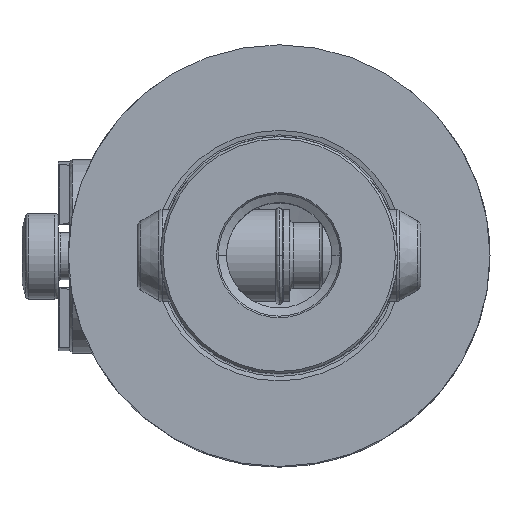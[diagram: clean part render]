
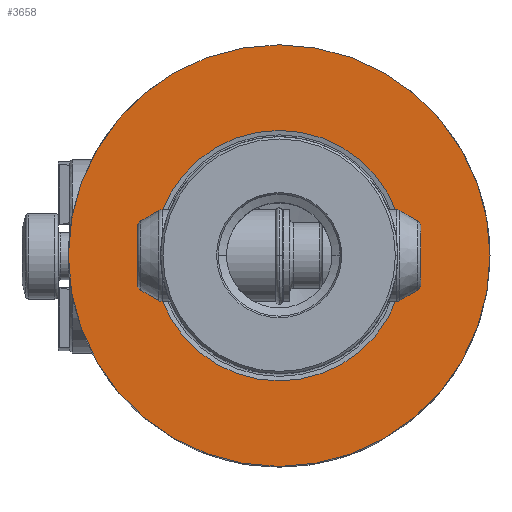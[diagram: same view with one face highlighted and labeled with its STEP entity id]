
A CAD part, top view. The second image highlights one B-rep face of the part: STEP entity #3658.
In plain terms, the highlighted planar face has unit normal (0, 0, 1).
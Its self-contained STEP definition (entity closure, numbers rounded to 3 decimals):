
#3658=ADVANCED_FACE('NONE',(#8493,#8494),#8495,.F.);
#4282=EDGE_CURVE('NONE',#4920,#6806,#9199,.T.);
#4428=EDGE_CURVE('NONE',#4546,#4672,#9369,.T.);
#4546=VERTEX_POINT('NONE',#9499);
#4672=VERTEX_POINT('NONE',#9637);
#4920=VERTEX_POINT('NONE',#9916);
#6030=EDGE_CURVE('NONE',#4672,#4546,#11137,.T.);
#6806=VERTEX_POINT('NONE',#11994);
#7052=EDGE_CURVE('NONE',#6806,#4920,#12273,.T.);
#8493=FACE_OUTER_BOUND('',#14398,.T.);
#8494=FACE_BOUND('',#14399,.T.);
#8495=PLANE('',#14400);
#9199=CIRCLE('',#15518,32.0);
#9369=CIRCLE('',#15732,19.012);
#9499=CARTESIAN_POINT('',(19.012,0.,0.));
#9637=CARTESIAN_POINT('',(-19.012,0.,0.));
#9916=CARTESIAN_POINT('',(0.,-32.0,0.));
#11137=CIRCLE('',#18497,19.012);
#11994=CARTESIAN_POINT('',(0.0,32.0,0.));
#12273=CIRCLE('',#20302,32.0);
#14398=EDGE_LOOP('',(#22106,#22107));
#14399=EDGE_LOOP('',(#22108,#22109));
#14400=AXIS2_PLACEMENT_3D('',#22110,#22111,#22112);
#15518=AXIS2_PLACEMENT_3D('',#22977,#22978,#22979);
#15732=AXIS2_PLACEMENT_3D('',#23235,#23236,#23237);
#18497=AXIS2_PLACEMENT_3D('',#25279,#25280,#25281);
#20302=AXIS2_PLACEMENT_3D('',#26628,#26629,#26630);
#22106=ORIENTED_EDGE('',*,*,#7052,.T.);
#22107=ORIENTED_EDGE('',*,*,#4282,.T.);
#22108=ORIENTED_EDGE('',*,*,#4428,.F.);
#22109=ORIENTED_EDGE('',*,*,#6030,.F.);
#22110=CARTESIAN_POINT('',(0.0,32.0,0.));
#22111=DIRECTION('',(0.0,0.0,-1.0));
#22112=DIRECTION('',(0.0,1.0,0.0));
#22977=CARTESIAN_POINT('',(0.0,0.0,0.));
#22978=DIRECTION('',(0.0,0.0,1.0));
#22979=DIRECTION('',(1.0,0.0,0.0));
#23235=CARTESIAN_POINT('',(0.0,0.0,0.));
#23236=DIRECTION('',(0.0,0.0,1.0));
#23237=DIRECTION('',(1.0,0.0,0.0));
#25279=CARTESIAN_POINT('',(0.0,0.0,0.));
#25280=DIRECTION('',(0.0,0.0,1.0));
#25281=DIRECTION('',(1.0,0.0,0.0));
#26628=CARTESIAN_POINT('',(0.0,0.0,0.));
#26629=DIRECTION('',(0.0,0.0,1.0));
#26630=DIRECTION('',(1.0,0.0,0.0));
